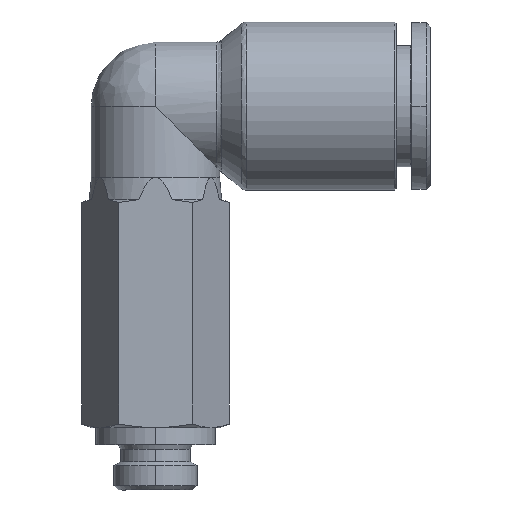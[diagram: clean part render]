
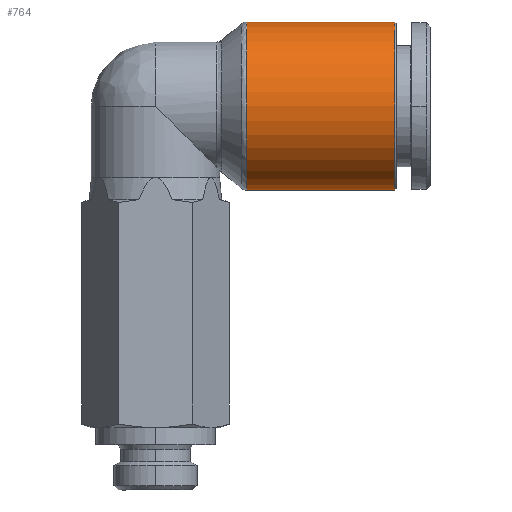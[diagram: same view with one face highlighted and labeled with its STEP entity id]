
A CAD part, front view. The second image highlights one B-rep face of the part: STEP entity #764.
In plain terms, the highlighted cylindrical face has radius 9.85 mm (diameter 19.7 mm), a partial arc.
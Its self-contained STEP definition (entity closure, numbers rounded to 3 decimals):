
#648 = EDGE_LOOP ( 'NONE', ( #11195, #12979, #8560, #13586, #6616 ) ) ;
#696 = DIRECTION ( 'NONE',  ( 0., 0., -1. ) ) ;
#764 = ADVANCED_FACE ( 'NONE', ( #13244 ), #13809, .T. ) ;
#1023 = CARTESIAN_POINT ( 'NONE',  ( -4.764, 0., -9.85 ) ) ;
#1462 = DIRECTION ( 'NONE',  ( -1., 0., 0. ) ) ;
#1776 = CARTESIAN_POINT ( 'NONE',  ( -4.764, 0., 0. ) ) ;
#1952 = DIRECTION ( 'NONE',  ( 1., 0., 0. ) ) ;
#1996 = VERTEX_POINT ( 'NONE', #10018 ) ;
#2069 = AXIS2_PLACEMENT_3D ( 'NONE', #3940, #1462, #3829 ) ;
#2156 = EDGE_CURVE ( 'NONE', #12731, #14141, #4928, .T. ) ;
#2673 = DIRECTION ( 'NONE',  ( 1., 0., 0. ) ) ;
#3373 = VERTEX_POINT ( 'NONE', #6979 ) ;
#3461 = VECTOR ( 'NONE', #11526, 1000. ) ;
#3636 = EDGE_CURVE ( 'NONE', #1996, #12731, #9465, .T. ) ;
#3829 = DIRECTION ( 'NONE',  ( 0., 0., -1. ) ) ;
#3940 = CARTESIAN_POINT ( 'NONE',  ( 12.572, 0., 0. ) ) ;
#4687 = AXIS2_PLACEMENT_3D ( 'NONE', #12186, #2673, #8635 ) ;
#4928 = LINE ( 'NONE', #15024, #3461 ) ;
#5728 = VECTOR ( 'NONE', #1952, 1000. ) ;
#6403 = EDGE_CURVE ( 'NONE', #7156, #3373, #14394, .T. ) ;
#6491 = LINE ( 'NONE', #8991, #5728 ) ;
#6519 = DIRECTION ( 'NONE',  ( 1., 0., 0. ) ) ;
#6616 = ORIENTED_EDGE ( 'NONE', *, *, #6403, .T. ) ;
#6979 = CARTESIAN_POINT ( 'NONE',  ( 12.572, 0., 9.85 ) ) ;
#7156 = VERTEX_POINT ( 'NONE', #7543 ) ;
#7543 = CARTESIAN_POINT ( 'NONE',  ( 12.572, -9.85, 0. ) ) ;
#7850 = CIRCLE ( 'NONE', #11773, 9.85 ) ;
#8308 = DIRECTION ( 'NONE',  ( 0., 0., -1. ) ) ;
#8560 = ORIENTED_EDGE ( 'NONE', *, *, #2156, .T. ) ;
#8635 = DIRECTION ( 'NONE',  ( 0., 0., -1. ) ) ;
#8982 = EDGE_CURVE ( 'NONE', #1996, #3373, #6491, .T. ) ;
#8991 = CARTESIAN_POINT ( 'NONE',  ( 2.872, 0., 9.85 ) ) ;
#9459 = EDGE_CURVE ( 'NONE', #14141, #7156, #7850, .T. ) ;
#9465 = CIRCLE ( 'NONE', #10035, 9.85 ) ;
#9641 = CARTESIAN_POINT ( 'NONE',  ( 12.572, 0., 0. ) ) ;
#10018 = CARTESIAN_POINT ( 'NONE',  ( -4.764, 0., 9.85 ) ) ;
#10035 = AXIS2_PLACEMENT_3D ( 'NONE', #1776, #6519, #696 ) ;
#11195 = ORIENTED_EDGE ( 'NONE', *, *, #8982, .F. ) ;
#11526 = DIRECTION ( 'NONE',  ( 1., 0., 0. ) ) ;
#11773 = AXIS2_PLACEMENT_3D ( 'NONE', #9641, #13180, #8308 ) ;
#12186 = CARTESIAN_POINT ( 'NONE',  ( 2.872, 0., 0. ) ) ;
#12731 = VERTEX_POINT ( 'NONE', #1023 ) ;
#12979 = ORIENTED_EDGE ( 'NONE', *, *, #3636, .T. ) ;
#13180 = DIRECTION ( 'NONE',  ( -1., 0., 0. ) ) ;
#13244 = FACE_OUTER_BOUND ( 'NONE', #648, .T. ) ;
#13339 = CARTESIAN_POINT ( 'NONE',  ( 12.572, 0., -9.85 ) ) ;
#13586 = ORIENTED_EDGE ( 'NONE', *, *, #9459, .T. ) ;
#13809 = CYLINDRICAL_SURFACE ( 'NONE', #4687, 9.85 ) ;
#14141 = VERTEX_POINT ( 'NONE', #13339 ) ;
#14394 = CIRCLE ( 'NONE', #2069, 9.85 ) ;
#15024 = CARTESIAN_POINT ( 'NONE',  ( 2.872, 0., -9.85 ) ) ;
